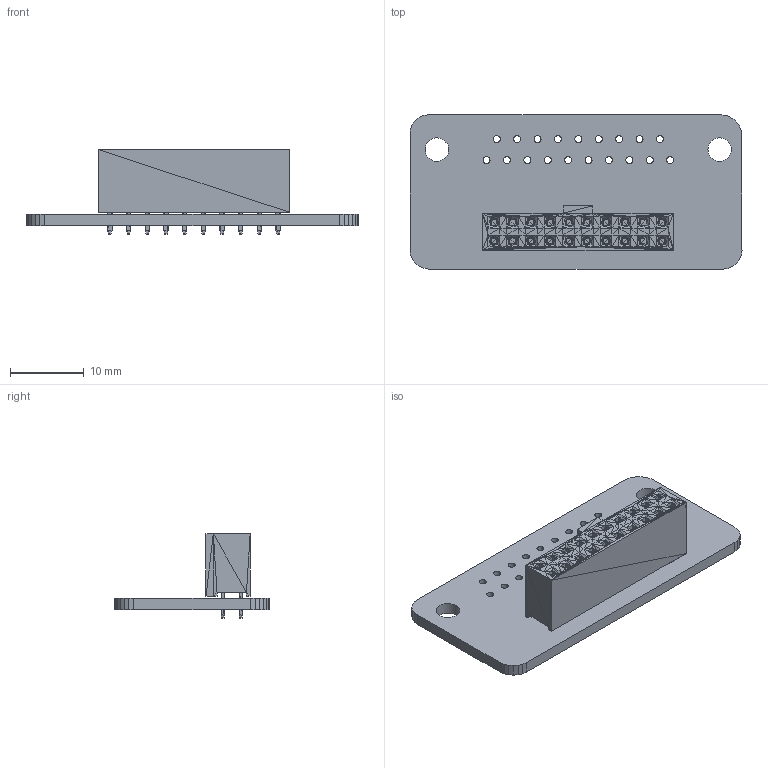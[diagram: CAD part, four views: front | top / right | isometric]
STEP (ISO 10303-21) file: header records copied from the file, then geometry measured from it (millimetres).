
FILE_DESCRIPTION(('for SolidWorks'),'2;1');
FILE_NAME('DB19M-IDC20F_PCB.step','2023-05-23T13:10:15',('mozzwald'),(''), 'Open CASCADE STEP processor 6.6','DipTrace','Unknown');
FILE_SCHEMA(('AUTOMOTIVE_DESIGN { 1 0 10303 214 1 1 1 1 }'));
Length unit declared in the file: millimetre
Products named in the file (3): PCB_DB19M-IDC20F_PCB; Board_DB19M-IDC20F_PCB; IDC20_2x10_Female_Keyed_Connector
Assembly tree (2 placements, depth 2):
  PCB_DB19M-IDC20F_PCB
    Board_DB19M-IDC20F_PCB
    IDC20_2x10_Female_Keyed_Connector
Bounding box: 45.09 x 20.95 x 11.5 mm (x, y, z)
Volume: 2414.3 mm3; surface area: 4473.2 mm2
Topology: 2 solids, 2 shells, 2247 faces, 3471 edges, 1228 vertices
Faces by surface type: plane 2206, cylinder 41
Full cylindrical faces by diameter (mm): 0.95 x19, 1.1 x20, 3.2 x2
Entity records: 45049 total; most frequent: DIRECTION 8053, CARTESIAN_POINT 6949, ORIENTED_EDGE 6942, EDGE_CURVE 3471, LINE 3389, VECTOR 3389, AXIS2_PLACEMENT_3D 2332, FACE_BOUND 2329
